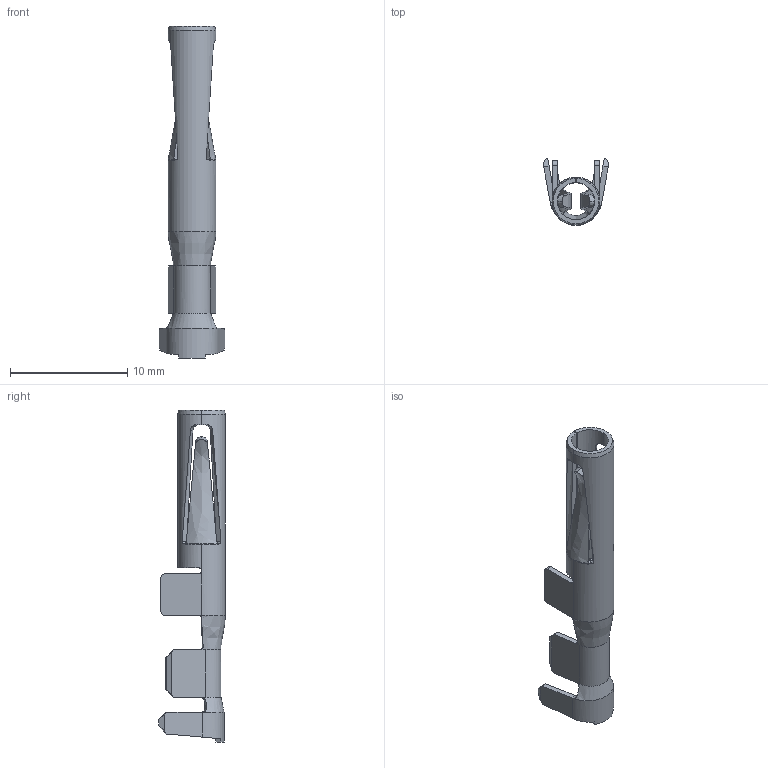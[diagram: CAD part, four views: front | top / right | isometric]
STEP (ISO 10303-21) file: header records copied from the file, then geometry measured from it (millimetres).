
FILE_DESCRIPTION (( 'STEP AP203' ), '1' );
FILE_NAME ('09425.STEP', '2015-02-05T14:32:22', ( '' ), ( '' ), 'SwSTEP 2.0', 'SolidWorks 2014', '' );
FILE_SCHEMA (( 'CONFIG_CONTROL_DESIGN' ));
Length unit declared in the file: inch
Products named in the file (1): 09425
Bounding box: 5.59 x 5.71 x 28.32 mm (x, y, z)
Volume: 120.4 mm3; surface area: 626.8 mm2
Topology: 1 solids, 1 shells, 163 faces, 455 edges, 290 vertices
Faces by surface type: plane 82, bspline 48, cylinder 24, cone 9
Entity records: 7634 total; most frequent: CARTESIAN_POINT 3833, ORIENTED_EDGE 910, DIRECTION 583, EDGE_CURVE 455, VERTEX_POINT 290, LINE 225, VECTOR 225, AXIS2_PLACEMENT_3D 179
